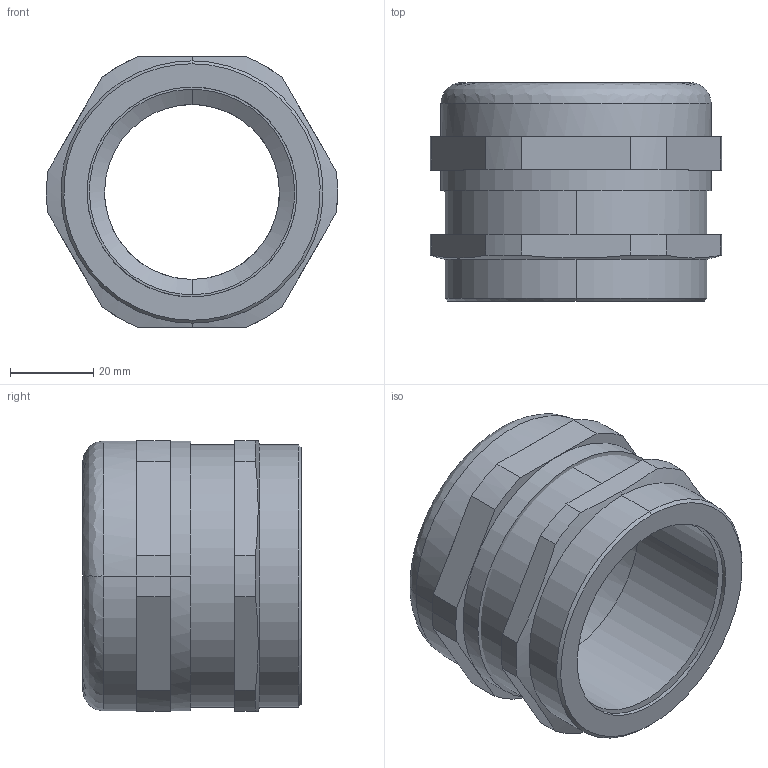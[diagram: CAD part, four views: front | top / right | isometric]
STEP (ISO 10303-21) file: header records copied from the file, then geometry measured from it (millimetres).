
FILE_DESCRIPTION(/* description */ (''),/* implementation_level */ '2;1');
FILE_NAME(/* name */ '2086231',/* time_stamp */ '2016-02-12T17:47:35+01:00',/* author */ (''),/* organization */ (''),/* preprocessor_version */ 'ST-DEVELOPER v15',/* originating_system */ '',/* authorisation */ '');
FILE_SCHEMA (('CONFIG_CONTROL_DESIGN'));
Length unit declared in the file: millimetre
Products named in the file (2): Document; Block 01
Assembly tree (1 placements, depth 2):
  Document
    Block 01
Bounding box: 70 x 52.5 x 65 mm (x, y, z)
Volume: 69840.4 mm3; surface area: 45309.8 mm2
Topology: 3 solids, 3 shells, 73 faces, 175 edges, 114 vertices
Faces by surface type: bspline 49, plane 24
Entity records: 2779 total; most frequent: CARTESIAN_POINT 1606, ORIENTED_EDGE 350, EDGE_CURVE 175, VERTEX_POINT 114, EDGE_LOOP 85, ADVANCED_FACE 73, FACE_OUTER_BOUND 73, DIRECTION 32
